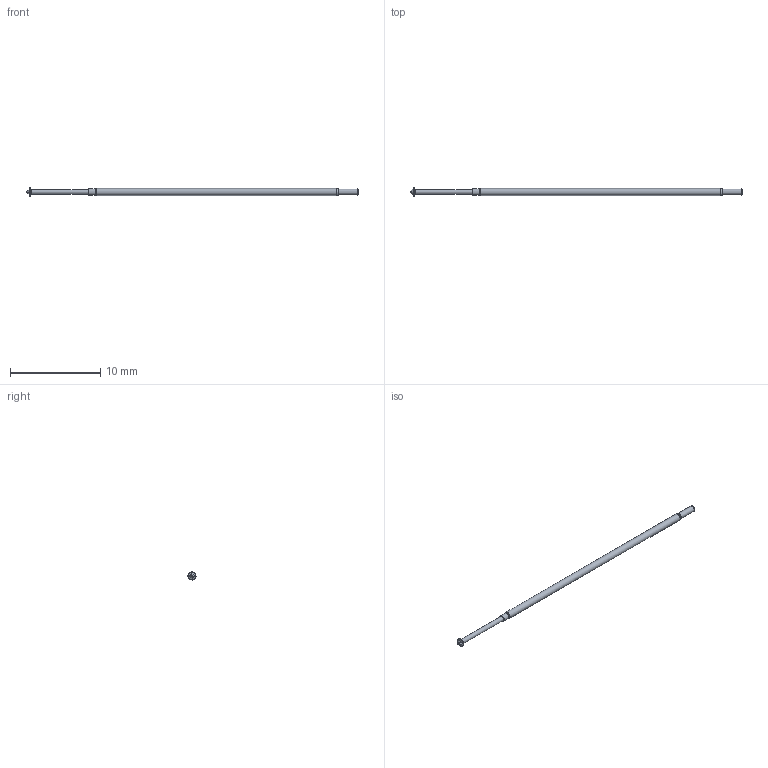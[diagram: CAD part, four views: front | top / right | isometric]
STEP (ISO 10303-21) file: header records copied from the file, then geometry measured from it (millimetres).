
FILE_DESCRIPTION (( 'STEP AP214' ), '1' );
FILE_NAME ('X39-2551.STEP', '2021-01-28T14:12:33', ( '' ), ( '' ), 'SwSTEP 2.0', 'SolidWorks 2020', '' );
FILE_SCHEMA (( 'AUTOMOTIVE_DESIGN' ));
Length unit declared in the file: inch
Products named in the file (1): X39-2551
Bounding box: 36.83 x 0.89 x 0.89 mm (x, y, z)
Volume: 15.5 mm3; surface area: 85.1 mm2
Topology: 1 solids, 1 shells, 33 faces, 79 edges, 49 vertices
Faces by surface type: bspline 16, cylinder 5, torus 5, cone 4, plane 3
Full cylindrical faces by diameter (mm): 0.531 x1, 0.665 x1, 0.7 x1, 0.782 x1, 0.889 x1
Entity records: 3677 total; most frequent: CARTESIAN_POINT 2654, ORIENTED_EDGE 122, DIRECTION 66, EDGE_CURVE 61, EDGE_LOOP 48, B_SPLINE_CURVE_WITH_KNOTS 46, VERTEX_POINT 45, FACE_OUTER_BOUND 43
